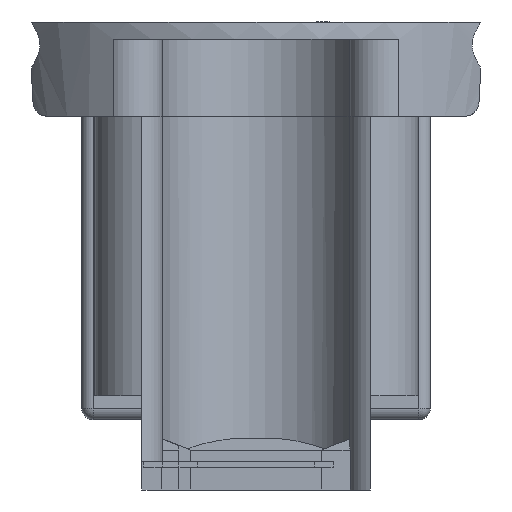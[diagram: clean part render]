
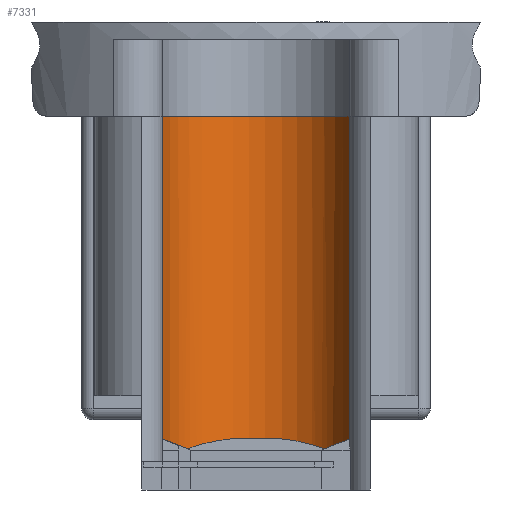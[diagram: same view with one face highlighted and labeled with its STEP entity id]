
A CAD part, left-side view. The second image highlights one B-rep face of the part: STEP entity #7331.
In plain terms, the highlighted cylindrical face has radius 8.5 mm (diameter 17 mm), a partial arc.
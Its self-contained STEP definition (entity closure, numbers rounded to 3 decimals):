
#53=FACE_BOUND('',#1404,.T.);
#54=FACE_BOUND('',#1405,.T.);
#665=CYLINDRICAL_SURFACE('',#7834,8.5);
#976=FACE_OUTER_BOUND('',#1403,.T.);
#1403=EDGE_LOOP('',(#5420,#5421,#5422,#5423,#5424,#5425,#5426,#5427));
#1404=EDGE_LOOP('',(#5428,#5429,#5430,#5431));
#1405=EDGE_LOOP('',(#5432,#5433,#5434,#5435));
#1865=LINE('',#10431,#2454);
#1869=LINE('',#10440,#2458);
#1884=LINE('',#10485,#2473);
#1886=LINE('',#10488,#2475);
#1887=LINE('',#10490,#2476);
#1904=LINE('',#10529,#2493);
#1905=LINE('',#10530,#2494);
#1906=LINE('',#10534,#2495);
#2454=VECTOR('',#8629,10.);
#2458=VECTOR('',#8635,10.);
#2473=VECTOR('',#8678,10.);
#2475=VECTOR('',#8682,10.);
#2476=VECTOR('',#8685,10.);
#2493=VECTOR('',#8728,10.);
#2494=VECTOR('',#8729,10.);
#2495=VECTOR('',#8734,10.);
#2954=CIRCLE('',#7800,8.5);
#2957=CIRCLE('',#7806,8.5);
#2958=CIRCLE('',#7808,8.5);
#2960=CIRCLE('',#7811,8.5);
#2962=CIRCLE('',#7814,8.5);
#2963=CIRCLE('',#7816,8.5);
#2964=CIRCLE('',#7822,8.5);
#2967=CIRCLE('',#7835,8.5);
#3174=VERTEX_POINT('',#10417);
#3175=VERTEX_POINT('',#10419);
#3179=VERTEX_POINT('',#10429);
#3180=VERTEX_POINT('',#10430);
#3183=VERTEX_POINT('',#10438);
#3184=VERTEX_POINT('',#10439);
#3187=VERTEX_POINT('',#10447);
#3188=VERTEX_POINT('',#10451);
#3190=VERTEX_POINT('',#10454);
#3193=VERTEX_POINT('',#10462);
#3195=VERTEX_POINT('',#10467);
#3198=VERTEX_POINT('',#10473);
#3199=VERTEX_POINT('',#10477);
#3200=VERTEX_POINT('',#10484);
#3209=VERTEX_POINT('',#10527);
#3210=VERTEX_POINT('',#10532);
#3991=EDGE_CURVE('',#3175,#3174,#2954,.T.);
#3996=EDGE_CURVE('',#3179,#3180,#1865,.T.);
#4000=EDGE_CURVE('',#3183,#3184,#1869,.T.);
#4004=EDGE_CURVE('',#3184,#3187,#2957,.T.);
#4007=EDGE_CURVE('',#3190,#3188,#2958,.T.);
#4011=EDGE_CURVE('',#3180,#3193,#2960,.T.);
#4017=EDGE_CURVE('',#3195,#3198,#2962,.T.);
#4018=EDGE_CURVE('',#3199,#3183,#2963,.T.);
#4022=EDGE_CURVE('',#3193,#3200,#1884,.T.);
#4024=EDGE_CURVE('',#3187,#3199,#1886,.T.);
#4025=EDGE_CURVE('',#3198,#3190,#1887,.T.);
#4027=EDGE_CURVE('',#3200,#3179,#2964,.T.);
#4045=EDGE_CURVE('',#3188,#3209,#1904,.T.);
#4046=EDGE_CURVE('',#3174,#3195,#1905,.T.);
#4047=EDGE_CURVE('',#3210,#3209,#2967,.T.);
#4048=EDGE_CURVE('',#3175,#3210,#1906,.T.);
#5420=ORIENTED_EDGE('',*,*,#4007,.T.);
#5421=ORIENTED_EDGE('',*,*,#4045,.T.);
#5422=ORIENTED_EDGE('',*,*,#4047,.F.);
#5423=ORIENTED_EDGE('',*,*,#4048,.F.);
#5424=ORIENTED_EDGE('',*,*,#3991,.T.);
#5425=ORIENTED_EDGE('',*,*,#4046,.T.);
#5426=ORIENTED_EDGE('',*,*,#4017,.T.);
#5427=ORIENTED_EDGE('',*,*,#4025,.T.);
#5428=ORIENTED_EDGE('',*,*,#4022,.T.);
#5429=ORIENTED_EDGE('',*,*,#4027,.T.);
#5430=ORIENTED_EDGE('',*,*,#3996,.T.);
#5431=ORIENTED_EDGE('',*,*,#4011,.T.);
#5432=ORIENTED_EDGE('',*,*,#4024,.T.);
#5433=ORIENTED_EDGE('',*,*,#4018,.T.);
#5434=ORIENTED_EDGE('',*,*,#4000,.T.);
#5435=ORIENTED_EDGE('',*,*,#4004,.T.);
#7331=ADVANCED_FACE('',(#976,#53,#54),#665,.F.);
#7800=AXIS2_PLACEMENT_3D('',#10420,#8619,#8620);
#7806=AXIS2_PLACEMENT_3D('',#10448,#8641,#8642);
#7808=AXIS2_PLACEMENT_3D('',#10455,#8647,#8648);
#7811=AXIS2_PLACEMENT_3D('',#10463,#8655,#8656);
#7814=AXIS2_PLACEMENT_3D('',#10475,#8665,#8666);
#7816=AXIS2_PLACEMENT_3D('',#10478,#8669,#8670);
#7822=AXIS2_PLACEMENT_3D('',#10493,#8689,#8690);
#7834=AXIS2_PLACEMENT_3D('',#10531,#8730,#8731);
#7835=AXIS2_PLACEMENT_3D('',#10533,#8732,#8733);
#8619=DIRECTION('center_axis',(0.,0.,1.));
#8620=DIRECTION('ref_axis',(-0.233,-0.972,0.));
#8629=DIRECTION('',(0.,0.,-1.));
#8635=DIRECTION('',(0.,0.,-1.));
#8641=DIRECTION('center_axis',(0.,0.,1.));
#8642=DIRECTION('ref_axis',(-0.233,-0.972,0.));
#8647=DIRECTION('center_axis',(0.,0.,1.));
#8648=DIRECTION('ref_axis',(-0.233,-0.972,0.));
#8655=DIRECTION('center_axis',(0.,0.,1.));
#8656=DIRECTION('ref_axis',(-0.233,-0.972,0.));
#8665=DIRECTION('center_axis',(0.,0.,-1.));
#8666=DIRECTION('ref_axis',(-0.233,-0.972,0.));
#8669=DIRECTION('center_axis',(0.,0.,-1.));
#8670=DIRECTION('ref_axis',(-0.233,-0.972,0.));
#8678=DIRECTION('',(0.,0.,1.));
#8682=DIRECTION('',(0.,0.,1.));
#8685=DIRECTION('',(0.,0.,-1.));
#8689=DIRECTION('center_axis',(0.,0.,-1.));
#8690=DIRECTION('ref_axis',(-0.233,-0.972,0.));
#8728=DIRECTION('',(0.,0.,-1.));
#8729=DIRECTION('',(0.,0.,-1.));
#8730=DIRECTION('center_axis',(0.,0.,-1.));
#8731=DIRECTION('ref_axis',(1.,-0.012,0.));
#8732=DIRECTION('center_axis',(0.,0.,1.));
#8733=DIRECTION('ref_axis',(-0.233,-0.972,0.));
#8734=DIRECTION('',(0.,0.,-1.));
#10417=CARTESIAN_POINT('',(-16.101,8.308,-8.25));
#10419=CARTESIAN_POINT('',(-16.295,-8.268,-8.25));
#10420=CARTESIAN_POINT('Origin',(-14.314,-0.002,
-8.25));
#10429=CARTESIAN_POINT('',(-9.148,-6.752,-38.5));
#10430=CARTESIAN_POINT('',(-9.148,-6.752,-39.));
#10431=CARTESIAN_POINT('',(-9.148,-6.752,-8.25));
#10438=CARTESIAN_POINT('',(-7.564,5.164,-38.5));
#10439=CARTESIAN_POINT('',(-7.564,5.164,-39.));
#10440=CARTESIAN_POINT('',(-7.564,5.164,-8.25));
#10447=CARTESIAN_POINT('',(-9.148,6.748,-39.));
#10448=CARTESIAN_POINT('Origin',(-14.314,-0.002,
-39.));
#10451=CARTESIAN_POINT('',(-16.101,8.308,-39.));
#10454=CARTESIAN_POINT('',(-12.101,8.205,-39.));
#10455=CARTESIAN_POINT('Origin',(-14.314,-0.002,
-39.));
#10462=CARTESIAN_POINT('',(-7.564,-5.168,-39.));
#10463=CARTESIAN_POINT('Origin',(-14.314,-0.002,
-39.));
#10467=CARTESIAN_POINT('',(-16.101,8.308,-38.5));
#10473=CARTESIAN_POINT('',(-12.101,8.205,-38.5));
#10475=CARTESIAN_POINT('Origin',(-14.314,-0.002,
-38.5));
#10477=CARTESIAN_POINT('',(-9.148,6.748,-38.5));
#10478=CARTESIAN_POINT('Origin',(-14.314,-0.002,
-38.5));
#10484=CARTESIAN_POINT('',(-7.564,-5.168,-38.5));
#10485=CARTESIAN_POINT('',(-7.564,-5.168,-8.25));
#10488=CARTESIAN_POINT('',(-9.148,6.748,-8.25));
#10490=CARTESIAN_POINT('',(-12.101,8.205,-8.25));
#10493=CARTESIAN_POINT('Origin',(-14.314,-0.002,
-38.5));
#10527=CARTESIAN_POINT('',(-16.101,8.308,-41.));
#10529=CARTESIAN_POINT('',(-16.101,8.308,-8.25));
#10530=CARTESIAN_POINT('',(-16.101,8.308,-8.25));
#10531=CARTESIAN_POINT('Origin',(-14.314,-0.002,
-8.25));
#10532=CARTESIAN_POINT('',(-16.295,-8.268,-41.));
#10533=CARTESIAN_POINT('Origin',(-14.314,-0.002,
-41.));
#10534=CARTESIAN_POINT('',(-16.295,-8.268,-8.25));
